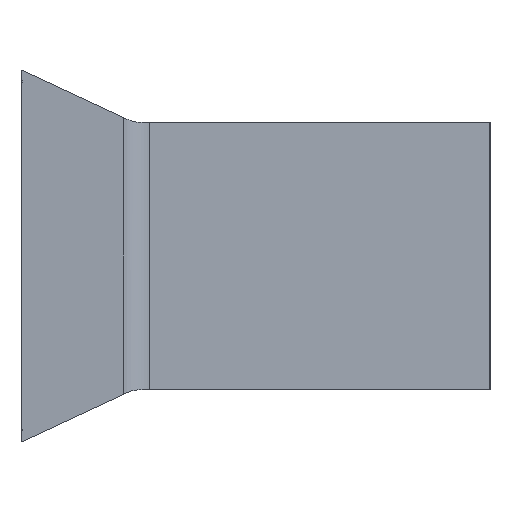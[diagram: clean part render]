
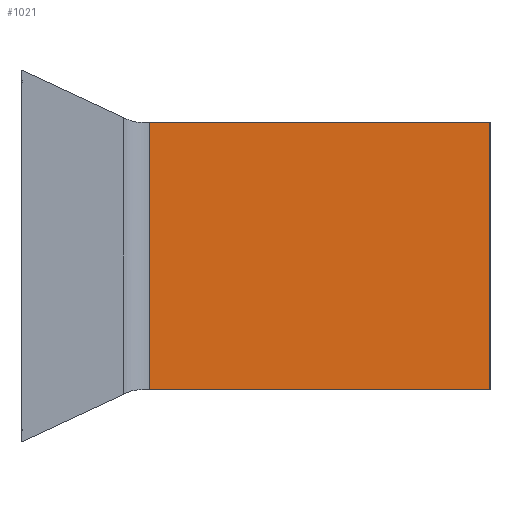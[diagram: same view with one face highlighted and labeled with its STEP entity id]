
A CAD part, left-side view. The second image highlights one B-rep face of the part: STEP entity #1021.
In plain terms, the highlighted planar face has unit normal (-1, 0, 0).
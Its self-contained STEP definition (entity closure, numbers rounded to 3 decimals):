
#7 = CARTESIAN_POINT ( 'NONE',  ( -93., 0., 6. ) ) ;
#22 = CARTESIAN_POINT ( 'NONE',  ( -93., 16., -6. ) ) ;
#43 = EDGE_CURVE ( 'NONE', #956, #866, #492, .T. ) ;
#100 = LINE ( 'NONE', #479, #613 ) ;
#103 = CARTESIAN_POINT ( 'NONE',  ( -93., 16., -6. ) ) ;
#104 = VECTOR ( 'NONE', #617, 1000. ) ;
#116 = EDGE_CURVE ( 'NONE', #150, #866, #609, .T. ) ;
#120 = AXIS2_PLACEMENT_3D ( 'NONE', #22, #1040, #742 ) ;
#150 = VERTEX_POINT ( 'NONE', #1256 ) ;
#163 = ORIENTED_EDGE ( 'NONE', *, *, #391, .T. ) ;
#191 = DIRECTION ( 'NONE',  ( 0., 0., 1. ) ) ;
#208 = LINE ( 'NONE', #103, #905 ) ;
#212 = ORIENTED_EDGE ( 'NONE', *, *, #895, .T. ) ;
#247 = CARTESIAN_POINT ( 'NONE',  ( -93., 16., 6. ) ) ;
#293 = EDGE_LOOP ( 'NONE', ( #1235, #163, #212, #430 ) ) ;
#313 = CARTESIAN_POINT ( 'NONE',  ( -93., 0., -6. ) ) ;
#386 = DIRECTION ( 'NONE',  ( 0., -1., 0. ) ) ;
#391 = EDGE_CURVE ( 'NONE', #150, #598, #100, .T. ) ;
#430 = ORIENTED_EDGE ( 'NONE', *, *, #43, .T. ) ;
#479 = CARTESIAN_POINT ( 'NONE',  ( -93., 15.261, -6. ) ) ;
#492 = LINE ( 'NONE', #313, #794 ) ;
#598 = VERTEX_POINT ( 'NONE', #740 ) ;
#609 = LINE ( 'NONE', #247, #104 ) ;
#613 = VECTOR ( 'NONE', #1096, 1000. ) ;
#617 = DIRECTION ( 'NONE',  ( 0., -1., 0. ) ) ;
#740 = CARTESIAN_POINT ( 'NONE',  ( -93., 15.261, -6. ) ) ;
#742 = DIRECTION ( 'NONE',  ( 0., 0., -1. ) ) ;
#794 = VECTOR ( 'NONE', #191, 1000. ) ;
#832 = PLANE ( 'NONE',  #120 ) ;
#866 = VERTEX_POINT ( 'NONE', #7 ) ;
#895 = EDGE_CURVE ( 'NONE', #598, #956, #208, .T. ) ;
#905 = VECTOR ( 'NONE', #386, 1000. ) ;
#956 = VERTEX_POINT ( 'NONE', #1095 ) ;
#1021 = ADVANCED_FACE ( 'NONE', ( #1124 ), #832, .F. ) ;
#1040 = DIRECTION ( 'NONE',  ( 1., 0., 0. ) ) ;
#1095 = CARTESIAN_POINT ( 'NONE',  ( -93., 0., -6. ) ) ;
#1096 = DIRECTION ( 'NONE',  ( 0., 0., -1. ) ) ;
#1124 = FACE_OUTER_BOUND ( 'NONE', #293, .T. ) ;
#1235 = ORIENTED_EDGE ( 'NONE', *, *, #116, .F. ) ;
#1256 = CARTESIAN_POINT ( 'NONE',  ( -93., 15.261, 6. ) ) ;
